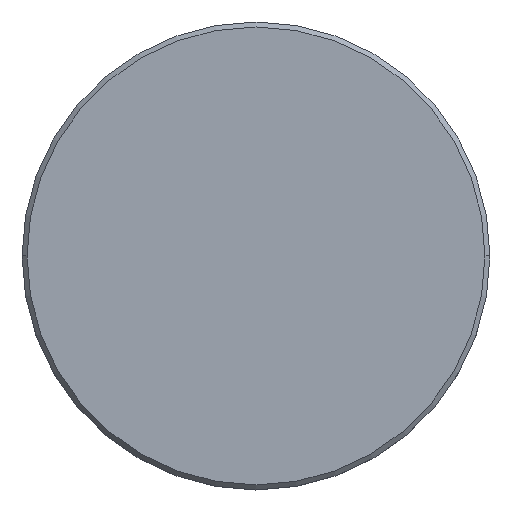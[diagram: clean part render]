
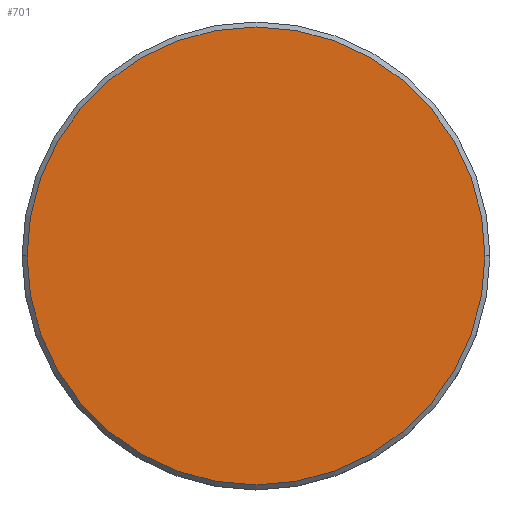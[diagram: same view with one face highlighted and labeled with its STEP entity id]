
A CAD part, top view. The second image highlights one B-rep face of the part: STEP entity #701.
In plain terms, the highlighted planar face has unit normal (0, 0, 1).
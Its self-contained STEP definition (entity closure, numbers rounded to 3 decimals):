
#12 = DIRECTION ( 'NONE',  ( 0., 0., 1. ) ) ;
#73 = VERTEX_POINT ( 'NONE', #1045 ) ;
#82 = DIRECTION ( 'NONE',  ( 0., 0., 1. ) ) ;
#91 = CARTESIAN_POINT ( 'NONE',  ( 0., 0., 0. ) ) ;
#124 = DIRECTION ( 'NONE',  ( 1., 0., 0. ) ) ;
#219 = AXIS2_PLACEMENT_3D ( 'NONE', #91, #459, #991 ) ;
#223 = CARTESIAN_POINT ( 'NONE',  ( 23., 0., 0. ) ) ;
#278 = AXIS2_PLACEMENT_3D ( 'NONE', #932, #12, #124 ) ;
#353 = VERTEX_POINT ( 'NONE', #223 ) ;
#401 = CIRCLE ( 'NONE', #219, 23. ) ;
#459 = DIRECTION ( 'NONE',  ( 0., 0., 1. ) ) ;
#467 = EDGE_CURVE ( 'NONE', #353, #73, #614, .T. ) ;
#479 = AXIS2_PLACEMENT_3D ( 'NONE', #718, #82, #540 ) ;
#485 = FACE_OUTER_BOUND ( 'NONE', #627, .T. ) ;
#540 = DIRECTION ( 'NONE',  ( 1., 0., 0. ) ) ;
#546 = ORIENTED_EDGE ( 'NONE', *, *, #578, .T. ) ;
#578 = EDGE_CURVE ( 'NONE', #73, #353, #401, .T. ) ;
#614 = CIRCLE ( 'NONE', #479, 23. ) ;
#627 = EDGE_LOOP ( 'NONE', ( #546, #1153 ) ) ;
#701 = ADVANCED_FACE ( 'NONE', ( #485 ), #946, .T. ) ;
#718 = CARTESIAN_POINT ( 'NONE',  ( 0., 0., 0. ) ) ;
#932 = CARTESIAN_POINT ( 'NONE',  ( 0., 0., 0. ) ) ;
#946 = PLANE ( 'NONE',  #278 ) ;
#991 = DIRECTION ( 'NONE',  ( 1., 0., 0. ) ) ;
#1045 = CARTESIAN_POINT ( 'NONE',  ( -23., 0., 0. ) ) ;
#1153 = ORIENTED_EDGE ( 'NONE', *, *, #467, .T. ) ;
